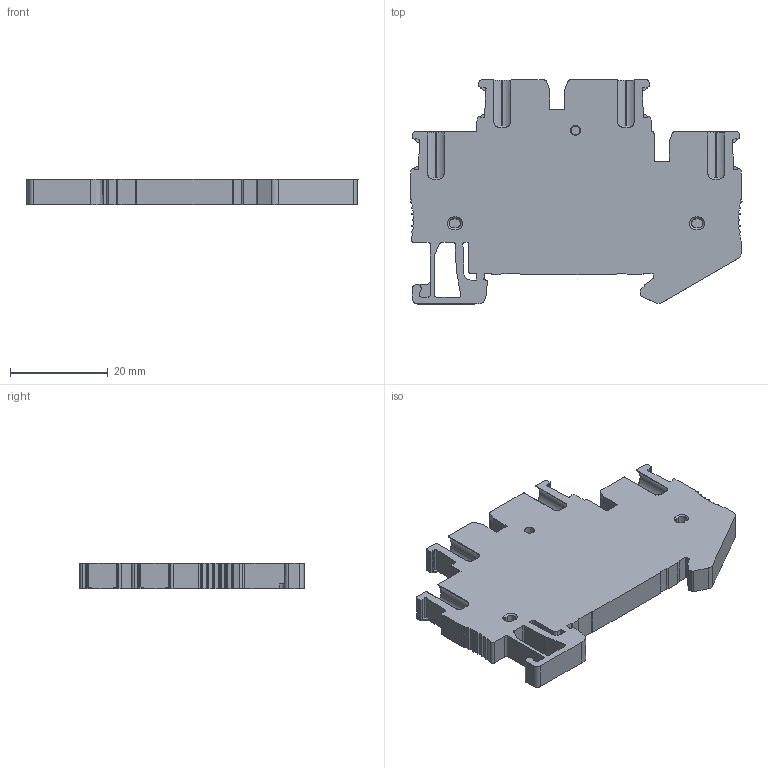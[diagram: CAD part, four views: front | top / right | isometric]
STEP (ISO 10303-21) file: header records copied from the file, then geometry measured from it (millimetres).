
FILE_DESCRIPTION((''),'2;1');
FILE_NAME('UJ6-2_5_2-2JD','2021-11-18T',('Administrator'),(''),'PRO/ENGINEER BY PARAMETRIC TECHNOLOGY CORPORATION, 2013230','PRO/ENGINEER BY PARAMETRIC TECHNOLOGY CORPORATION, 2013230','');
FILE_SCHEMA(('AUTOMOTIVE_DESIGN { 1 0 10303 214 1 1 1 1 }'));
Length unit declared in the file: millimetre
Products named in the file (1): UJ6-2_5_2-2JD
Bounding box: 67.87 x 45.8 x 5.2 mm (x, y, z)
Volume: 10272.9 mm3; surface area: 9409.4 mm2
Topology: 1 solids, 15 shells, 1083 faces, 3188 edges, 2140 vertices
Faces by surface type: plane 726, cylinder 315, torus 22, cone 10, bspline 8, extrusion 2
Entity records: 36733 total; most frequent: CARTESIAN_POINT 7380, ORIENTED_EDGE 6376, DIRECTION 5854, EDGE_CURVE 3188, VECTOR 2330, LINE 2328, VERTEX_POINT 2140, AXIS2_PLACEMENT_3D 1762
